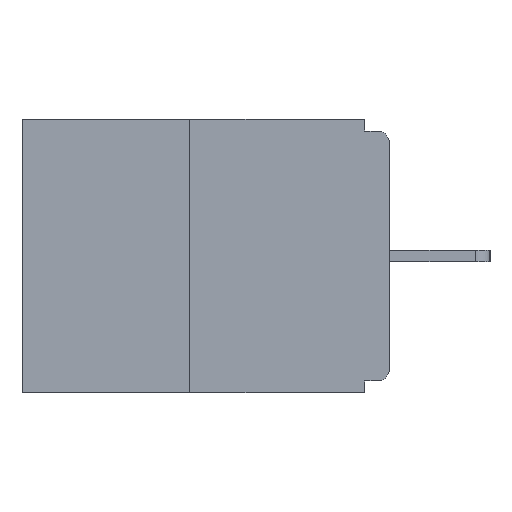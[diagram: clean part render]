
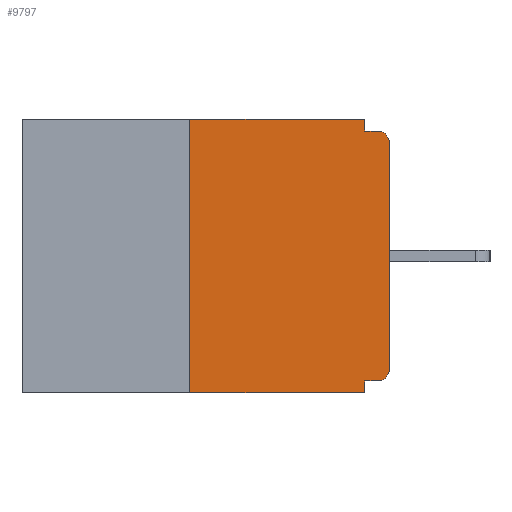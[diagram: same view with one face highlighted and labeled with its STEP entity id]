
A CAD part, left-side view. The second image highlights one B-rep face of the part: STEP entity #9797.
In plain terms, the highlighted planar face has unit normal (-1, 0, 0).
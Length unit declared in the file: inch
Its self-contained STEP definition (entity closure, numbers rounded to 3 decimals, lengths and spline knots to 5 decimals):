
#2 = AXIS2_PLACEMENT_3D ( 'NONE', #5280, #5396, #8223 ) ;
#559 = EDGE_CURVE ( 'NONE', #2143, #9251, #9596, .T. ) ;
#1170 = DIRECTION ( 'NONE',  ( 0., -1., 0. ) ) ;
#1281 = EDGE_CURVE ( 'NONE', #9927, #9251, #2041, .T. ) ;
#1359 = AXIS2_PLACEMENT_3D ( 'NONE', #9449, #11897, #9875 ) ;
#1395 = EDGE_CURVE ( 'NONE', #11493, #2536, #8116, .T. ) ;
#1547 = CIRCLE ( 'NONE', #1359, 0.015 ) ;
#2041 = LINE ( 'NONE', #4030, #10876 ) ;
#2088 = CARTESIAN_POINT ( 'NONE',  ( 0., 0.46, 0. ) ) ;
#2143 = VERTEX_POINT ( 'NONE', #5993 ) ;
#2166 = CARTESIAN_POINT ( 'NONE',  ( 0., 0., -0.313 ) ) ;
#2275 = LINE ( 'NONE', #3149, #9028 ) ;
#2341 = CARTESIAN_POINT ( 'NONE',  ( 0., 0., -0.03 ) ) ;
#2536 = VERTEX_POINT ( 'NONE', #2166 ) ;
#2798 = LINE ( 'NONE', #9243, #9830 ) ;
#2900 = AXIS2_PLACEMENT_3D ( 'NONE', #2088, #9950, #8148 ) ;
#3149 = CARTESIAN_POINT ( 'NONE',  ( 0., 0., -0.015 ) ) ;
#3319 = CARTESIAN_POINT ( 'NONE',  ( 0., 0.46, 0. ) ) ;
#3652 = CARTESIAN_POINT ( 'NONE',  ( 0., 0., -0.328 ) ) ;
#3695 = DIRECTION ( 'NONE',  ( 0., 0., 1. ) ) ;
#3845 = ORIENTED_EDGE ( 'NONE', *, *, #559, .F. ) ;
#3891 = ORIENTED_EDGE ( 'NONE', *, *, #6991, .F. ) ;
#3903 = DIRECTION ( 'NONE',  ( 0., 0., -1. ) ) ;
#4030 = CARTESIAN_POINT ( 'NONE',  ( 0., 0.46, -0.343 ) ) ;
#4322 = VECTOR ( 'NONE', #3903, 39.37008 ) ;
#4472 = CARTESIAN_POINT ( 'NONE',  ( 0., 0.015, -0.015 ) ) ;
#4582 = VERTEX_POINT ( 'NONE', #7787 ) ;
#4652 = EDGE_LOOP ( 'NONE', ( #3891, #4760, #6949, #3845, #9169, #9335, #6558, #9693, #9466, #9713 ) ) ;
#4760 = ORIENTED_EDGE ( 'NONE', *, *, #7297, .F. ) ;
#4773 = LINE ( 'NONE', #10194, #9611 ) ;
#5145 = CARTESIAN_POINT ( 'NONE',  ( 0., 0.25, -0.343 ) ) ;
#5183 = EDGE_CURVE ( 'NONE', #11493, #2143, #5662, .T. ) ;
#5280 = CARTESIAN_POINT ( 'NONE',  ( 0., 0.015, -0.313 ) ) ;
#5396 = DIRECTION ( 'NONE',  ( -1., 0., 0. ) ) ;
#5662 = LINE ( 'NONE', #3652, #6705 ) ;
#5680 = CARTESIAN_POINT ( 'NONE',  ( 0., 0.031, -0.343 ) ) ;
#5851 = DIRECTION ( 'NONE',  ( 0., -1., 0. ) ) ;
#5988 = CARTESIAN_POINT ( 'NONE',  ( 0., 0.25, 0. ) ) ;
#5993 = CARTESIAN_POINT ( 'NONE',  ( 0., 0.031, -0.328 ) ) ;
#6203 = VECTOR ( 'NONE', #1170, 39.37008 ) ;
#6553 = DIRECTION ( 'NONE',  ( 0., 0., -1. ) ) ;
#6558 = ORIENTED_EDGE ( 'NONE', *, *, #9531, .T. ) ;
#6705 = VECTOR ( 'NONE', #7446, 39.37008 ) ;
#6949 = ORIENTED_EDGE ( 'NONE', *, *, #1281, .T. ) ;
#6991 = EDGE_CURVE ( 'NONE', #11187, #4582, #9005, .T. ) ;
#7297 = EDGE_CURVE ( 'NONE', #9927, #11187, #8570, .T. ) ;
#7356 = VERTEX_POINT ( 'NONE', #9052 ) ;
#7437 = VERTEX_POINT ( 'NONE', #4472 ) ;
#7446 = DIRECTION ( 'NONE',  ( 0., 1., 0. ) ) ;
#7674 = PLANE ( 'NONE',  #2900 ) ;
#7787 = CARTESIAN_POINT ( 'NONE',  ( 0., 0.031, 0. ) ) ;
#8116 = CIRCLE ( 'NONE', #2, 0.015 ) ;
#8148 = DIRECTION ( 'NONE',  ( 0., 0., -1. ) ) ;
#8197 = VERTEX_POINT ( 'NONE', #2341 ) ;
#8223 = DIRECTION ( 'NONE',  ( 0., 0., -1. ) ) ;
#8354 = CARTESIAN_POINT ( 'NONE',  ( 0., 0.25, 0. ) ) ;
#8570 = LINE ( 'NONE', #5988, #9752 ) ;
#8676 = CARTESIAN_POINT ( 'NONE',  ( 0., 0.031, -0.343 ) ) ;
#9005 = LINE ( 'NONE', #3319, #6203 ) ;
#9028 = VECTOR ( 'NONE', #11447, 39.37008 ) ;
#9052 = CARTESIAN_POINT ( 'NONE',  ( 0., 0.031, -0.015 ) ) ;
#9169 = ORIENTED_EDGE ( 'NONE', *, *, #5183, .F. ) ;
#9243 = CARTESIAN_POINT ( 'NONE',  ( 0., 0.031, 0. ) ) ;
#9251 = VERTEX_POINT ( 'NONE', #5680 ) ;
#9335 = ORIENTED_EDGE ( 'NONE', *, *, #1395, .T. ) ;
#9449 = CARTESIAN_POINT ( 'NONE',  ( 0., 0.015, -0.03 ) ) ;
#9466 = ORIENTED_EDGE ( 'NONE', *, *, #9670, .F. ) ;
#9531 = EDGE_CURVE ( 'NONE', #2536, #8197, #4773, .T. ) ;
#9596 = LINE ( 'NONE', #8676, #4322 ) ;
#9611 = VECTOR ( 'NONE', #3695, 39.37008 ) ;
#9670 = EDGE_CURVE ( 'NONE', #7356, #7437, #2275, .T. ) ;
#9693 = ORIENTED_EDGE ( 'NONE', *, *, #11414, .T. ) ;
#9713 = ORIENTED_EDGE ( 'NONE', *, *, #10410, .F. ) ;
#9752 = VECTOR ( 'NONE', #11600, 39.37008 ) ;
#9797 = ADVANCED_FACE ( 'NONE', ( #10583 ), #7674, .F. ) ;
#9830 = VECTOR ( 'NONE', #6553, 39.37008 ) ;
#9875 = DIRECTION ( 'NONE',  ( 0., 0., -1. ) ) ;
#9927 = VERTEX_POINT ( 'NONE', #5145 ) ;
#9950 = DIRECTION ( 'NONE',  ( 1., 0., 0. ) ) ;
#10055 = CARTESIAN_POINT ( 'NONE',  ( 0., 0.015, -0.328 ) ) ;
#10194 = CARTESIAN_POINT ( 'NONE',  ( 0., 0., 0. ) ) ;
#10410 = EDGE_CURVE ( 'NONE', #4582, #7356, #2798, .T. ) ;
#10583 = FACE_OUTER_BOUND ( 'NONE', #4652, .T. ) ;
#10876 = VECTOR ( 'NONE', #5851, 39.37008 ) ;
#11187 = VERTEX_POINT ( 'NONE', #8354 ) ;
#11414 = EDGE_CURVE ( 'NONE', #8197, #7437, #1547, .T. ) ;
#11447 = DIRECTION ( 'NONE',  ( 0., -1., 0. ) ) ;
#11493 = VERTEX_POINT ( 'NONE', #10055 ) ;
#11600 = DIRECTION ( 'NONE',  ( 0., 0., 1. ) ) ;
#11897 = DIRECTION ( 'NONE',  ( -1., 0., 0. ) ) ;
